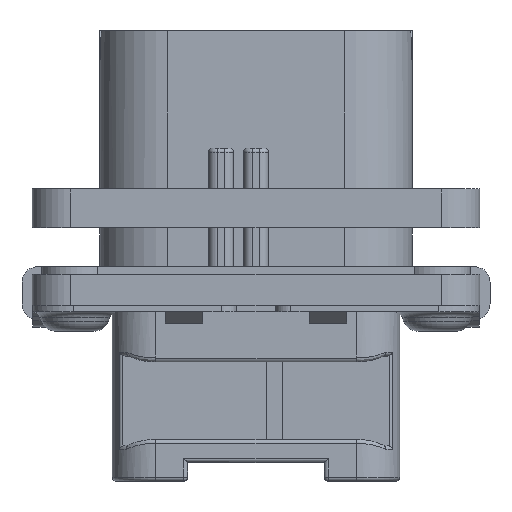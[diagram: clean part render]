
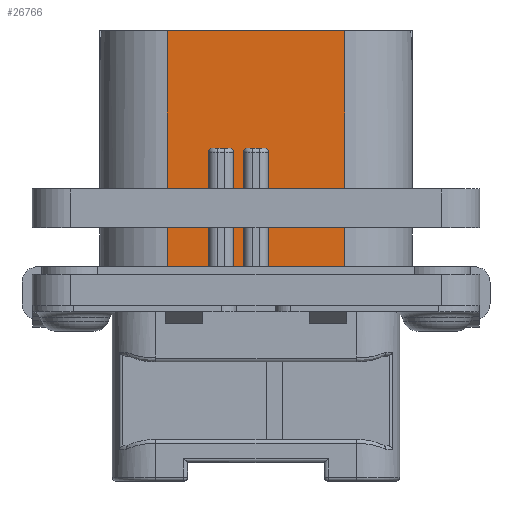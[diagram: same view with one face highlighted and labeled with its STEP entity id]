
A CAD part, front view. The second image highlights one B-rep face of the part: STEP entity #26766.
In plain terms, the highlighted planar face has unit normal (0, -1, 0).
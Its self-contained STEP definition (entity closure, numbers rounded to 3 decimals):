
#1218=DIRECTION('',(1.,0.,0.));
#1219=VECTOR('',#1218,11.4);
#1220=CARTESIAN_POINT('',(-5.7,-9.,17.67));
#1221=LINE('',#1220,#1219);
#1441=DIRECTION('',(0.,0.,1.));
#1442=VECTOR('',#1441,7.87);
#1443=CARTESIAN_POINT('',(-1.44,-9.,2.));
#1444=LINE('',#1443,#1442);
#1445=DIRECTION('',(1.,0.,0.));
#1446=VECTOR('',#1445,1.1);
#1447=CARTESIAN_POINT('',(-2.79,-9.,10.12));
#1448=LINE('',#1447,#1446);
#1449=DIRECTION('',(0.,0.,1.));
#1450=VECTOR('',#1449,7.87);
#1451=CARTESIAN_POINT('',(-3.04,-9.,2.));
#1452=LINE('',#1451,#1450);
#1453=DIRECTION('',(0.,0.,-1.));
#1454=VECTOR('',#1453,15.67);
#1455=CARTESIAN_POINT('',(-5.7,-9.,17.67));
#1456=LINE('',#1455,#1454);
#1457=DIRECTION('',(0.,0.,-1.));
#1458=VECTOR('',#1457,15.67);
#1459=CARTESIAN_POINT('',(5.7,-9.,17.67));
#1460=LINE('',#1459,#1458);
#1461=DIRECTION('',(0.,0.,1.));
#1462=VECTOR('',#1461,7.87);
#1463=CARTESIAN_POINT('',(0.8,-9.,2.));
#1464=LINE('',#1463,#1462);
#1465=DIRECTION('',(1.,0.,0.));
#1466=VECTOR('',#1465,1.1);
#1467=CARTESIAN_POINT('',(-0.55,-9.,10.12));
#1468=LINE('',#1467,#1466);
#1469=DIRECTION('',(0.,0.,1.));
#1470=VECTOR('',#1469,7.87);
#1471=CARTESIAN_POINT('',(-0.8,-9.,2.));
#1472=LINE('',#1471,#1470);
#1486=CARTESIAN_POINT('',(-1.69,-9.,9.87));
#1487=DIRECTION('',(0.,1.,0.));
#1488=DIRECTION('',(0.,0.,1.));
#1489=AXIS2_PLACEMENT_3D('',#1486,#1487,#1488);
#1569=DIRECTION('',(1.,0.,0.));
#1570=VECTOR('',#1569,0.64);
#1571=CARTESIAN_POINT('',(-1.44,-9.,2.));
#1572=LINE('',#1571,#1570);
#1585=CARTESIAN_POINT('',(-0.55,-9.,9.87));
#1586=DIRECTION('',(0.,1.,0.));
#1587=DIRECTION('',(-1.,0.,0.));
#1588=AXIS2_PLACEMENT_3D('',#1585,#1586,#1587);
#1617=CARTESIAN_POINT('',(0.55,-9.,9.87));
#1618=DIRECTION('',(0.,1.,0.));
#1619=DIRECTION('',(0.,0.,1.));
#1620=AXIS2_PLACEMENT_3D('',#1617,#1618,#1619);
#1638=DIRECTION('',(1.,0.,0.));
#1639=VECTOR('',#1638,4.9);
#1640=CARTESIAN_POINT('',(0.8,-9.,2.));
#1641=LINE('',#1640,#1639);
#4260=DIRECTION('',(1.,0.,0.));
#4261=VECTOR('',#4260,2.66);
#4262=CARTESIAN_POINT('',(-5.7,-9.,2.));
#4263=LINE('',#4262,#4261);
#10510=CARTESIAN_POINT('',(-2.79,-9.,9.87));
#10511=DIRECTION('',(0.,1.,0.));
#10512=DIRECTION('',(-1.,0.,0.));
#10513=AXIS2_PLACEMENT_3D('',#10510,#10511,#10512);
#21373=CARTESIAN_POINT('',(-5.7,-9.,17.67));
#21374=CARTESIAN_POINT('',(-5.7,-9.,2.));
#21375=VERTEX_POINT('',#21373);
#21376=VERTEX_POINT('',#21374);
#21377=CARTESIAN_POINT('',(5.7,-9.,17.67));
#21378=CARTESIAN_POINT('',(5.7,-9.,2.));
#21379=VERTEX_POINT('',#21377);
#21380=VERTEX_POINT('',#21378);
#23304=CARTESIAN_POINT('',(-3.04,-9.,2.));
#23305=VERTEX_POINT('',#23304);
#23306=CARTESIAN_POINT('',(-1.44,-9.,2.));
#23307=CARTESIAN_POINT('',(-0.8,-9.,2.));
#23308=VERTEX_POINT('',#23306);
#23309=VERTEX_POINT('',#23307);
#23310=CARTESIAN_POINT('',(0.8,-9.,2.));
#23311=VERTEX_POINT('',#23310);
#23401=CARTESIAN_POINT('',(-1.44,-9.,9.87));
#23403=VERTEX_POINT('',#23401);
#23405=CARTESIAN_POINT('',(-1.69,-9.,10.12));
#23407=VERTEX_POINT('',#23405);
#23420=CARTESIAN_POINT('',(-2.79,-9.,10.12));
#23421=VERTEX_POINT('',#23420);
#23422=CARTESIAN_POINT('',(-3.04,-9.,9.87));
#23423=VERTEX_POINT('',#23422);
#23425=CARTESIAN_POINT('',(0.8,-9.,9.87));
#23427=VERTEX_POINT('',#23425);
#23429=CARTESIAN_POINT('',(0.55,-9.,10.12));
#23431=VERTEX_POINT('',#23429);
#23444=CARTESIAN_POINT('',(-0.55,-9.,10.12));
#23445=VERTEX_POINT('',#23444);
#23446=CARTESIAN_POINT('',(-0.8,-9.,9.87));
#23447=VERTEX_POINT('',#23446);
#26729=CARTESIAN_POINT('',(-10.05,-9.,2.));
#26730=DIRECTION('',(0.,-1.,0.));
#26731=DIRECTION('',(1.,0.,0.));
#26732=AXIS2_PLACEMENT_3D('',#26729,#26730,#26731);
#26733=PLANE('',#26732);
#26735=ORIENTED_EDGE('',*,*,#26734,.T.);
#26737=ORIENTED_EDGE('',*,*,#26736,.F.);
#26739=ORIENTED_EDGE('',*,*,#26738,.F.);
#26741=ORIENTED_EDGE('',*,*,#26740,.F.);
#26743=ORIENTED_EDGE('',*,*,#26742,.F.);
#26745=ORIENTED_EDGE('',*,*,#26744,.F.);
#26747=ORIENTED_EDGE('',*,*,#26746,.F.);
#26748=ORIENTED_EDGE('',*,*,#26614,.T.);
#26749=ORIENTED_EDGE('',*,*,#26524,.T.);
#26751=ORIENTED_EDGE('',*,*,#26750,.F.);
#26753=ORIENTED_EDGE('',*,*,#26752,.T.);
#26755=ORIENTED_EDGE('',*,*,#26754,.F.);
#26757=ORIENTED_EDGE('',*,*,#26756,.F.);
#26759=ORIENTED_EDGE('',*,*,#26758,.F.);
#26761=ORIENTED_EDGE('',*,*,#26760,.F.);
#26763=ORIENTED_EDGE('',*,*,#26762,.F.);
#26764=EDGE_LOOP('',(#26735,#26737,#26739,#26741,#26743,#26745,#26747,#26748,
#26749,#26751,#26753,#26755,#26757,#26759,#26761,#26763));
#26765=FACE_OUTER_BOUND('',#26764,.F.);
#26766=ADVANCED_FACE('',(#26765),#26733,.T.);
#1490=CIRCLE('',#1489,0.25);
#1589=CIRCLE('',#1588,0.25);
#1621=CIRCLE('',#1620,0.25);
#10514=CIRCLE('',#10513,0.25);
#26524=EDGE_CURVE('',#21379,#21380,#1460,.T.);
#26614=EDGE_CURVE('',#21375,#21379,#1221,.T.);
#26734=EDGE_CURVE('',#23308,#23403,#1444,.T.);
#26736=EDGE_CURVE('',#23407,#23403,#1490,.T.);
#26738=EDGE_CURVE('',#23421,#23407,#1448,.T.);
#26740=EDGE_CURVE('',#23423,#23421,#10514,.T.);
#26742=EDGE_CURVE('',#23305,#23423,#1452,.T.);
#26744=EDGE_CURVE('',#21376,#23305,#4263,.T.);
#26746=EDGE_CURVE('',#21375,#21376,#1456,.T.);
#26750=EDGE_CURVE('',#23311,#21380,#1641,.T.);
#26752=EDGE_CURVE('',#23311,#23427,#1464,.T.);
#26754=EDGE_CURVE('',#23431,#23427,#1621,.T.);
#26756=EDGE_CURVE('',#23445,#23431,#1468,.T.);
#26758=EDGE_CURVE('',#23447,#23445,#1589,.T.);
#26760=EDGE_CURVE('',#23309,#23447,#1472,.T.);
#26762=EDGE_CURVE('',#23308,#23309,#1572,.T.);
